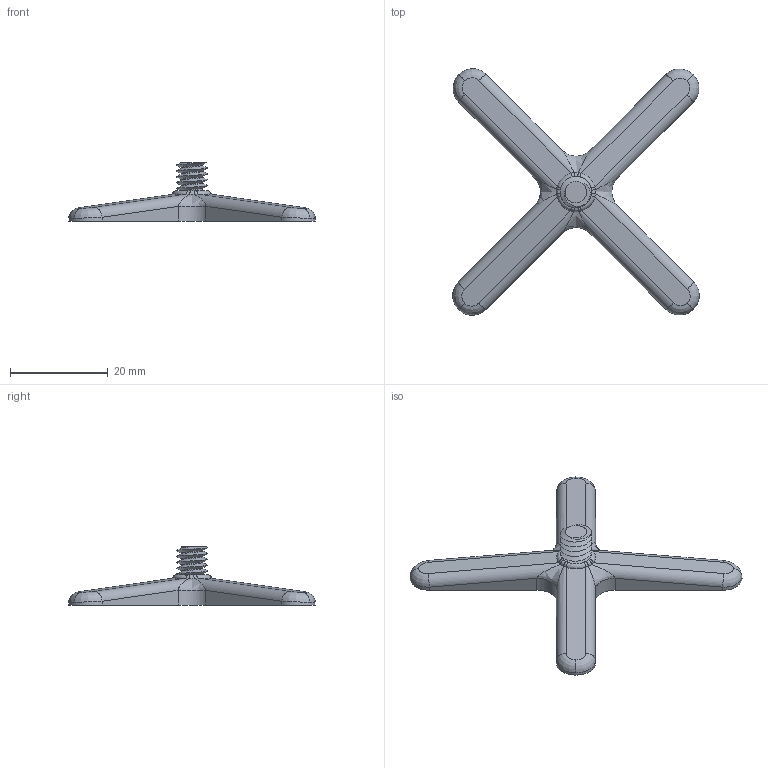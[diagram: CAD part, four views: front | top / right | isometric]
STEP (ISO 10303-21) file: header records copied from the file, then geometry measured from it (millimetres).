
FILE_DESCRIPTION(('HOOPS Exchange Step'),'2;1');
FILE_NAME('temp_export.step','2019-06-21T18:20:35+02:00',('mobile'),('Shapr3D Limited'),'HOOPS Exchange 2018.1','Shapr3D','Authorized');
FILE_SCHEMA( ('AP203_CONFIGURATION_CONTROLLED_3D_DESIGN_OF_MECHANICAL_PARTS_AND_ASSEMBLIES_MIM_LF') );
Length unit declared in the file: millimetre
Products named in the file (1): temp_export.x_b
Bounding box: 50.48 x 50.47 x 11.9 mm (x, y, z)
Volume: 4044.8 mm3; surface area: 3133.9 mm2
Topology: 3 solids, 3 shells, 71 faces, 168 edges, 100 vertices
Faces by surface type: bspline 35, plane 19, cylinder 17
Full cylindrical faces by diameter (mm): 4.4 x1
Entity records: 8905 total; most frequent: CARTESIAN_POINT 7584, ORIENTED_EDGE 330, EDGE_CURVE 165, DIRECTION 149, VERTEX_POINT 100, B_SPLINE_CURVE_WITH_KNOTS 99, EDGE_LOOP 71, FACE_BOUND 71
